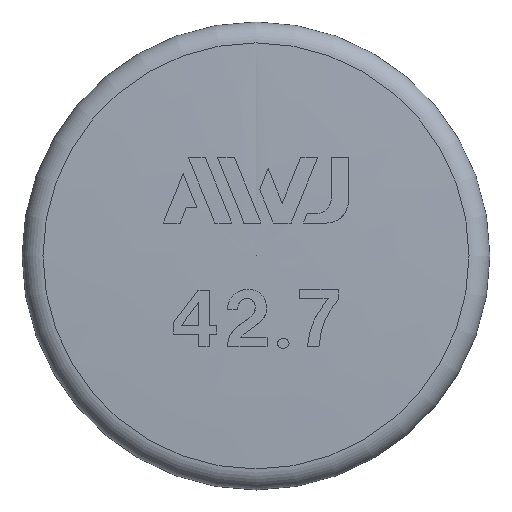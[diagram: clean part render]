
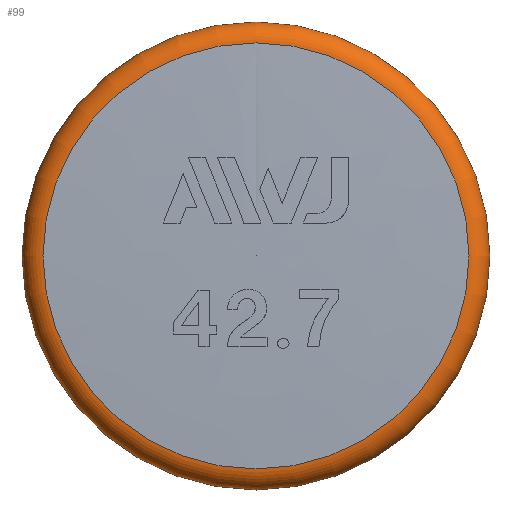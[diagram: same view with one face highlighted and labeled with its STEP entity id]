
A CAD part, top view. The second image highlights one B-rep face of the part: STEP entity #99.
In plain terms, the highlighted toroidal (fillet/blend) face has major radius 19.35 mm and minor radius 2 mm.
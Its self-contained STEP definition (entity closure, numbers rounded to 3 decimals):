
#99 = ADVANCED_FACE( '', ( #227, #228 ), #229, .T. );
#227 = FACE_OUTER_BOUND( '', #593, .T. );
#228 = FACE_OUTER_BOUND( '', #594, .T. );
#229 = TOROIDAL_SURFACE( '', #595, 19.35, 2. );
#593 = EDGE_LOOP( '', ( #1113 ) );
#594 = EDGE_LOOP( '', ( #1114 ) );
#595 = AXIS2_PLACEMENT_3D( '', #1115, #1116, #1117 );
#1113 = ORIENTED_EDGE( '', *, *, #1631, .F. );
#1114 = ORIENTED_EDGE( '', *, *, #1550, .T. );
#1115 = CARTESIAN_POINT( '', ( 0., 0., 24.593 ) );
#1116 = DIRECTION( '', ( 0., 0., -1. ) );
#1117 = DIRECTION( '', ( 0., 1., 0. ) );
#1550 = EDGE_CURVE( '', #1764, #1764, #1765, .T. );
#1631 = EDGE_CURVE( '', #1907, #1907, #1908, .T. );
#1764 = VERTEX_POINT( '', #2214 );
#1765 = CIRCLE( '', #2215, 19.441 );
#1907 = VERTEX_POINT( '', #2870 );
#1908 = CIRCLE( '', #2871, 21.35 );
#2214 = CARTESIAN_POINT( '', ( 0., 19.441, 26.591 ) );
#2215 = AXIS2_PLACEMENT_3D( '', #3171, #3172, #3173 );
#2870 = CARTESIAN_POINT( '', ( 0., 21.35, 24.593 ) );
#2871 = AXIS2_PLACEMENT_3D( '', #3193, #3194, #3195 );
#3171 = CARTESIAN_POINT( '', ( 0., 0., 26.591 ) );
#3172 = DIRECTION( '', ( 0., 0., -1. ) );
#3173 = DIRECTION( '', ( 0., 1., 0. ) );
#3193 = CARTESIAN_POINT( '', ( 0., 0., 24.593 ) );
#3194 = DIRECTION( '', ( 0., 0., -1. ) );
#3195 = DIRECTION( '', ( 0., 1., 0. ) );
